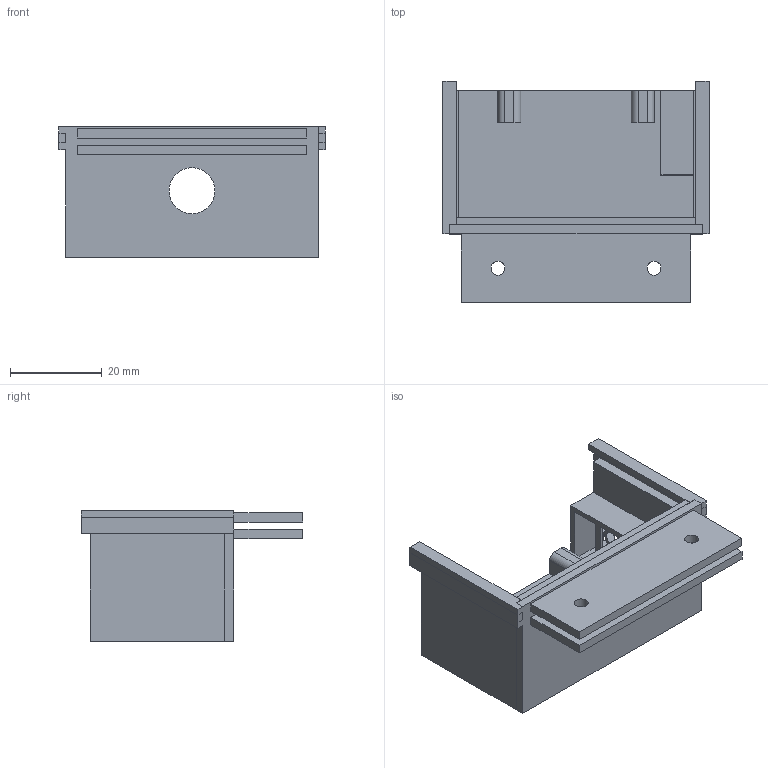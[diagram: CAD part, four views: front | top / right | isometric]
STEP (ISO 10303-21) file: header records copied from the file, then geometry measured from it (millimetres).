
FILE_DESCRIPTION(/* description */ (''),/* implementation_level */ '2;1');
FILE_NAME(/* name */ 'Main body.step',/* time_stamp */ '2025-12-27T16:19:42+01:00',/* author */ (''),/* organization */ (''),/* preprocessor_version */ 'ST-DEVELOPER v20.1',/* originating_system */ 'Autodesk Translation Framework v14.21.0.0',/* authorisation */ '');
FILE_SCHEMA (('AUTOMOTIVE_DESIGN { 1 0 10303 214 3 1 1 }'));
Length unit declared in the file: millimetre
Products named in the file (2): 2025-12-26-17-45-05-341; 2025-12-27-16-17-21-035
Assembly tree (1 placements, depth 2):
  2025-12-26-17-45-05-341
    2025-12-27-16-17-21-035
Bounding box: 58 x 48.2 x 28.5 mm (x, y, z)
Volume: 13048.1 mm3; surface area: 14874.5 mm2
Topology: 2 solids, 2 shells, 218 faces, 656 edges, 437 vertices
Faces by surface type: plane 205, cylinder 13
Full cylindrical faces by diameter (mm): 2.4 x2, 2.8 x2, 3 x4, 10 x1
Entity records: 7389 total; most frequent: CARTESIAN_POINT 1314, ORIENTED_EDGE 1312, DIRECTION 1124, EDGE_CURVE 656, LINE 630, VECTOR 630, VERTEX_POINT 437, EDGE_LOOP 259
